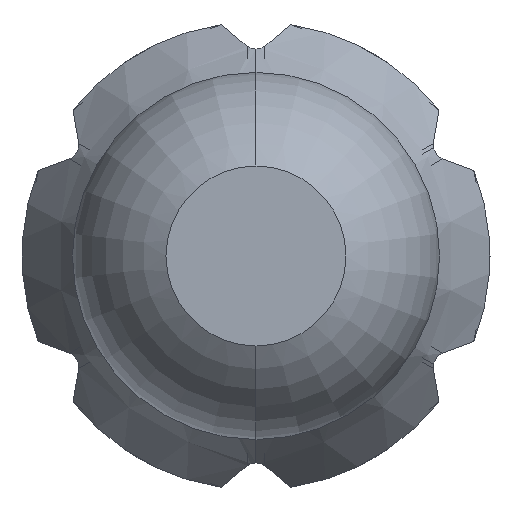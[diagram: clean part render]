
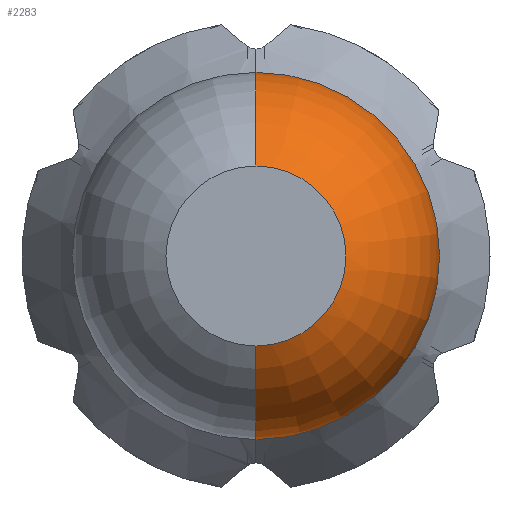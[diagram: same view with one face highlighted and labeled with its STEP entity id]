
A CAD part, front view. The second image highlights one B-rep face of the part: STEP entity #2283.
In plain terms, the highlighted toroidal (fillet/blend) face has major radius 0.01 mm and minor radius 0.5 mm.
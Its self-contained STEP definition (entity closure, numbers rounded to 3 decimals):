
#112 = AXIS2_PLACEMENT_3D ( 'NONE', #1438, #3021, #1404 ) ;
#178 = DIRECTION ( 'NONE',  ( 0., -1., 0. ) ) ;
#184 = DIRECTION ( 'NONE',  ( 0., 0., 1. ) ) ;
#269 = AXIS2_PLACEMENT_3D ( 'NONE', #1766, #1370, #4074 ) ;
#272 = VERTEX_POINT ( 'NONE', #984 ) ;
#273 = DIRECTION ( 'NONE',  ( 1., 0., 0. ) ) ;
#353 = ORIENTED_EDGE ( 'NONE', *, *, #1515, .F. ) ;
#785 = FACE_OUTER_BOUND ( 'NONE', #3452, .T. ) ;
#874 = CARTESIAN_POINT ( 'NONE',  ( 0., -27.4, 0. ) ) ;
#888 = CARTESIAN_POINT ( 'NONE',  ( 0., -27.4, 0.25 ) ) ;
#984 = CARTESIAN_POINT ( 'NONE',  ( 0., -26.961, -0.51 ) ) ;
#1370 = DIRECTION ( 'NONE',  ( -1., 0., 0. ) ) ;
#1404 = DIRECTION ( 'NONE',  ( 0., 0., 1. ) ) ;
#1415 = AXIS2_PLACEMENT_3D ( 'NONE', #2949, #3694, #184 ) ;
#1438 = CARTESIAN_POINT ( 'NONE',  ( 0., -26.961, 0. ) ) ;
#1496 = VERTEX_POINT ( 'NONE', #888 ) ;
#1515 = EDGE_CURVE ( 'Defeature ausgef�hrt1_37+Defeature ausgef�hrt1_35+Defeature ausgef�hrt1_35+Defeature ausgef�hrt1_35', #3473, #1496, #3520, .T. ) ;
#1742 = EDGE_CURVE ( 'NONE', #3473, #272, #2535, .T. ) ;
#1766 = CARTESIAN_POINT ( 'NONE',  ( 0., -26.961, 0.01 ) ) ;
#1823 = ORIENTED_EDGE ( 'NONE', *, *, #1742, .T. ) ;
#2126 = EDGE_CURVE ( 'NONE', #1496, #3305, #2728, .T. ) ;
#2283 = ADVANCED_FACE ( 'Defeature ausgef�hrt1_35', ( #785 ), #2971, .T. ) ;
#2535 = CIRCLE ( 'NONE', #2870, 0.5 ) ;
#2728 = CIRCLE ( 'NONE', #269, 0.5 ) ;
#2752 = ORIENTED_EDGE ( 'NONE', *, *, #2126, .F. ) ;
#2870 = AXIS2_PLACEMENT_3D ( 'NONE', #4916, #273, #4130 ) ;
#2949 = CARTESIAN_POINT ( 'NONE',  ( 0., -26.961, 0. ) ) ;
#2971 = TOROIDAL_SURFACE ( 'NONE', #112, 0.01, 0.5 ) ;
#3021 = DIRECTION ( 'NONE',  ( 0., 1., 0. ) ) ;
#3305 = VERTEX_POINT ( 'NONE', #4414 ) ;
#3402 = AXIS2_PLACEMENT_3D ( 'NONE', #874, #178, #4423 ) ;
#3452 = EDGE_LOOP ( 'NONE', ( #353, #1823, #3832, #2752 ) ) ;
#3473 = VERTEX_POINT ( 'NONE', #4454 ) ;
#3520 = CIRCLE ( 'NONE', #3402, 0.25 ) ;
#3694 = DIRECTION ( 'NONE',  ( 0., 1., 0. ) ) ;
#3792 = CIRCLE ( 'NONE', #1415, 0.51 ) ;
#3820 = EDGE_CURVE ( 'Defeature ausgef�hrt1_36+Defeature ausgef�hrt1_35+Defeature ausgef�hrt1_35+Defeature ausgef�hrt1_35', #3305, #272, #3792, .T. ) ;
#3832 = ORIENTED_EDGE ( 'NONE', *, *, #3820, .F. ) ;
#4074 = DIRECTION ( 'NONE',  ( 0., 0., 1. ) ) ;
#4130 = DIRECTION ( 'NONE',  ( 0., 0., -1. ) ) ;
#4414 = CARTESIAN_POINT ( 'NONE',  ( 0., -26.961, 0.51 ) ) ;
#4423 = DIRECTION ( 'NONE',  ( 0., 0., -1. ) ) ;
#4454 = CARTESIAN_POINT ( 'NONE',  ( 0., -27.4, -0.25 ) ) ;
#4916 = CARTESIAN_POINT ( 'NONE',  ( 0., -26.961, -0.01 ) ) ;
